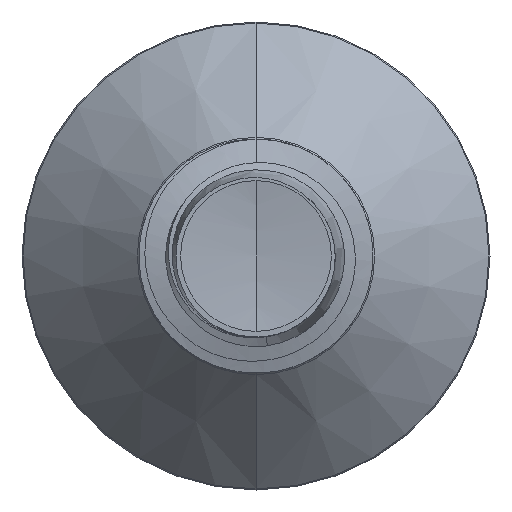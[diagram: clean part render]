
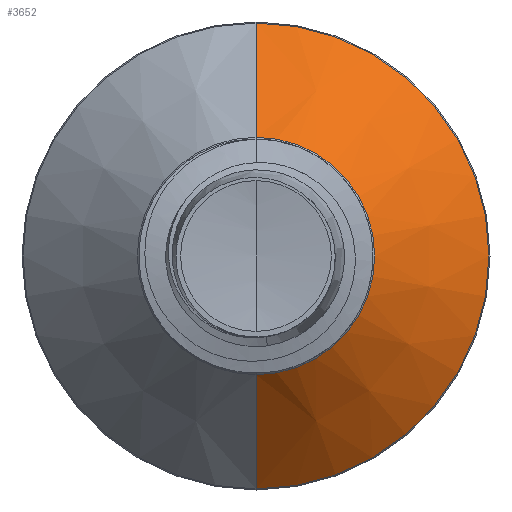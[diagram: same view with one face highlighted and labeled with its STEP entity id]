
A CAD part, front view. The second image highlights one B-rep face of the part: STEP entity #3652.
In plain terms, the highlighted conical face has half-angle 45 degrees and reference radius 1.522 mm.
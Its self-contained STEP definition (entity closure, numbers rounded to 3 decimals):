
#552 = CARTESIAN_POINT ( 'NONE',  ( 0., 3.937, 2.987 ) ) ;
#1405 = ORIENTED_EDGE ( 'NONE', *, *, #4010, .F. ) ;
#2716 = DIRECTION ( 'NONE',  ( 0., 0., 1. ) ) ;
#2888 = EDGE_CURVE ( 'NONE', #7296, #8440, #6460, .T. ) ;
#2917 = CIRCLE ( 'NONE', #7911, 2.987 ) ;
#3652 = ADVANCED_FACE ( 'NONE', ( #8183 ), #4410, .T. ) ;
#3768 = EDGE_CURVE ( 'NONE', #5153, #6857, #6565, .T. ) ;
#4010 = EDGE_CURVE ( 'NONE', #8440, #6857, #2917, .T. ) ;
#4068 = CARTESIAN_POINT ( 'NONE',  ( 0., 2.472, 1.522 ) ) ;
#4132 = DIRECTION ( 'NONE',  ( 0., 0.707, 0.707 ) ) ;
#4410 = CONICAL_SURFACE ( 'NONE', #8643, 1.522, 0.785 ) ;
#4665 = ORIENTED_EDGE ( 'NONE', *, *, #2888, .F. ) ;
#4723 = CIRCLE ( 'NONE', #8993, 1.522 ) ;
#5153 = VERTEX_POINT ( 'NONE', #9512 ) ;
#5228 = EDGE_CURVE ( 'NONE', #7296, #5153, #4723, .T. ) ;
#6250 = VECTOR ( 'NONE', #4132, 1000. ) ;
#6260 = CARTESIAN_POINT ( 'NONE',  ( 0., 2.472, 1.522 ) ) ;
#6460 = LINE ( 'NONE', #4068, #6250 ) ;
#6509 = ORIENTED_EDGE ( 'NONE', *, *, #5228, .T. ) ;
#6565 = LINE ( 'NONE', #9713, #7913 ) ;
#6857 = VERTEX_POINT ( 'NONE', #8140 ) ;
#7296 = VERTEX_POINT ( 'NONE', #6260 ) ;
#7553 = DIRECTION ( 'NONE',  ( 0., 0., 1. ) ) ;
#7566 = DIRECTION ( 'NONE',  ( 0., 1., 0. ) ) ;
#7578 = CARTESIAN_POINT ( 'NONE',  ( 0., 2.472, 0. ) ) ;
#7911 = AXIS2_PLACEMENT_3D ( 'NONE', #8869, #8865, #8858 ) ;
#7913 = VECTOR ( 'NONE', #9748, 1000. ) ;
#8011 = ORIENTED_EDGE ( 'NONE', *, *, #3768, .T. ) ;
#8140 = CARTESIAN_POINT ( 'NONE',  ( 0., 3.937, -2.987 ) ) ;
#8183 = FACE_OUTER_BOUND ( 'NONE', #9127, .T. ) ;
#8440 = VERTEX_POINT ( 'NONE', #552 ) ;
#8643 = AXIS2_PLACEMENT_3D ( 'NONE', #10442, #10392, #2716 ) ;
#8858 = DIRECTION ( 'NONE',  ( 0., 0., 1. ) ) ;
#8865 = DIRECTION ( 'NONE',  ( 0., 1., 0. ) ) ;
#8869 = CARTESIAN_POINT ( 'NONE',  ( 0., 3.937, 0. ) ) ;
#8993 = AXIS2_PLACEMENT_3D ( 'NONE', #7578, #7566, #7553 ) ;
#9127 = EDGE_LOOP ( 'NONE', ( #6509, #8011, #1405, #4665 ) ) ;
#9512 = CARTESIAN_POINT ( 'NONE',  ( 0., 2.472, -1.522 ) ) ;
#9713 = CARTESIAN_POINT ( 'NONE',  ( 0., 2.472, -1.522 ) ) ;
#9748 = DIRECTION ( 'NONE',  ( 0., 0.707, -0.707 ) ) ;
#10392 = DIRECTION ( 'NONE',  ( 0., 1., 0. ) ) ;
#10442 = CARTESIAN_POINT ( 'NONE',  ( 0., 2.472, 0. ) ) ;
